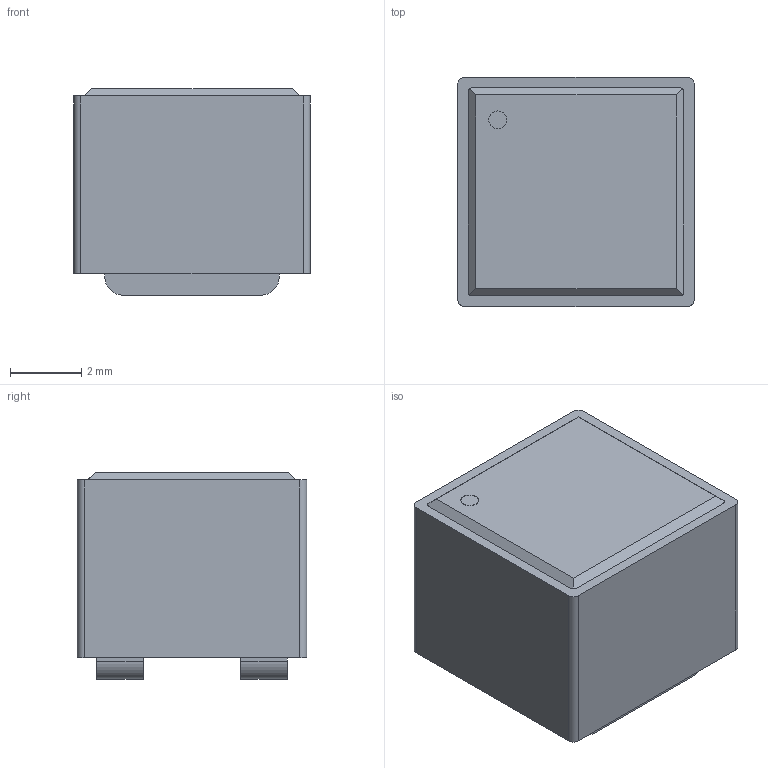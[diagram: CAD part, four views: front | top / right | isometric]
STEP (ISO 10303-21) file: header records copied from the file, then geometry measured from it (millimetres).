
FILE_DESCRIPTION (( 'STEP AP214' ), '1' );
FILE_NAME ('74439346068.STEP', '2024-03-13T10:58:06', ( '' ), ( '' ), 'SwSTEP 2.0', 'SolidWorks 2024', '' );
FILE_SCHEMA (( 'AUTOMOTIVE_DESIGN' ));
Length unit declared in the file: millimetre
Products named in the file (1): 74439346068
Bounding box: 6.65 x 6.45 x 5.8 mm (x, y, z)
Volume: 228.3 mm3; surface area: 230.3 mm2
Topology: 1 solids, 1 shells, 36 faces, 90 edges, 60 vertices
Faces by surface type: plane 22, cylinder 14
Entity records: 1464 total; most frequent: CARTESIAN_POINT 211, ORIENTED_EDGE 180, DIRECTION 180, EDGE_CURVE 90, AXIS2_PLACEMENT_3D 61, VERTEX_POINT 60, LINE 58, VECTOR 58
